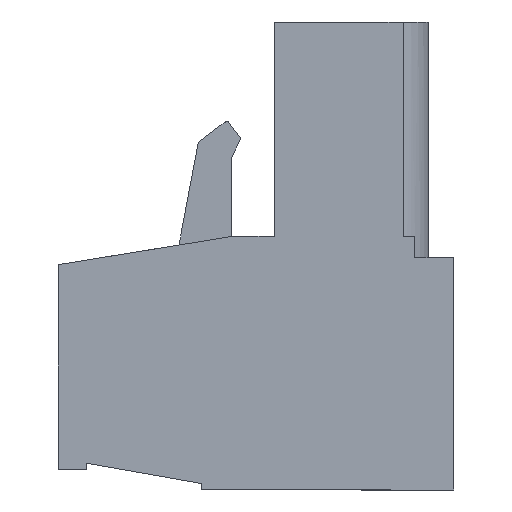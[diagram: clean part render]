
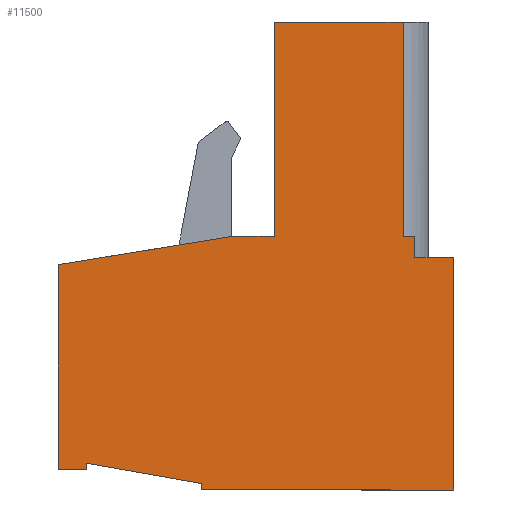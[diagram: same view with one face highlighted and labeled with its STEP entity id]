
A CAD part, left-side view. The second image highlights one B-rep face of the part: STEP entity #11500.
In plain terms, the highlighted planar face has unit normal (-1, 0, 0).
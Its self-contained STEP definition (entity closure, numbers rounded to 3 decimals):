
#580 = VERTEX_POINT ( 'NONE', #1529 ) ;
#705 = ORIENTED_EDGE ( 'NONE', *, *, #16470, .F. ) ;
#749 = DIRECTION ( 'NONE',  ( 0., 0.985, 0.174 ) ) ;
#972 = ORIENTED_EDGE ( 'NONE', *, *, #13230, .F. ) ;
#1510 = DIRECTION ( 'NONE',  ( 0., 0., 1. ) ) ;
#1529 = CARTESIAN_POINT ( 'NONE',  ( 0., 0., 0. ) ) ;
#1538 = VERTEX_POINT ( 'NONE', #13513 ) ;
#1546 = ORIENTED_EDGE ( 'NONE', *, *, #13125, .F. ) ;
#1803 = FACE_OUTER_BOUND ( 'NONE', #4410, .T. ) ;
#1841 = VERTEX_POINT ( 'NONE', #2628 ) ;
#1980 = VERTEX_POINT ( 'NONE', #14845 ) ;
#2288 = VECTOR ( 'NONE', #6015, 1000. ) ;
#2311 = CARTESIAN_POINT ( 'NONE',  ( 0., 1.51, 0. ) ) ;
#2482 = VECTOR ( 'NONE', #16684, 1000. ) ;
#2628 = CARTESIAN_POINT ( 'NONE',  ( 0., 14.24, -8.2 ) ) ;
#2660 = VECTOR ( 'NONE', #10130, 1000. ) ;
#2733 = LINE ( 'NONE', #18609, #19642 ) ;
#2950 = VECTOR ( 'NONE', #5853, 1000. ) ;
#3187 = LINE ( 'NONE', #8488, #2660 ) ;
#3328 = LINE ( 'NONE', #12506, #2288 ) ;
#3535 = EDGE_CURVE ( 'NONE', #1538, #12003, #4739, .T. ) ;
#3594 = ORIENTED_EDGE ( 'NONE', *, *, #5564, .F. ) ;
#3722 = VECTOR ( 'NONE', #20377, 1000. ) ;
#3943 = VERTEX_POINT ( 'NONE', #2311 ) ;
#4038 = LINE ( 'NONE', #6856, #2482 ) ;
#4127 = CARTESIAN_POINT ( 'NONE',  ( 0., 0., 0. ) ) ;
#4373 = EDGE_CURVE ( 'NONE', #13030, #3943, #19314, .T. ) ;
#4410 = EDGE_LOOP ( 'NONE', ( #972, #14594, #3594, #705, #6656, #16422, #9216, #18970, #11789, #4633, #18713, #11541, #17467, #1546, #15665 ) ) ;
#4428 = DIRECTION ( 'NONE',  ( 0., -1., 0. ) ) ;
#4446 = DIRECTION ( 'NONE',  ( 0., 0., -1. ) ) ;
#4542 = VECTOR ( 'NONE', #1510, 1000. ) ;
#4633 = ORIENTED_EDGE ( 'NONE', *, *, #4901, .F. ) ;
#4739 = LINE ( 'NONE', #15428, #3722 ) ;
#4757 = CARTESIAN_POINT ( 'NONE',  ( 0., 14.24, -8.2 ) ) ;
#4815 = LINE ( 'NONE', #9364, #12986 ) ;
#4901 = EDGE_CURVE ( 'NONE', #1841, #15981, #11707, .T. ) ;
#4992 = VERTEX_POINT ( 'NONE', #5114 ) ;
#5032 = VECTOR ( 'NONE', #4428, 1000. ) ;
#5038 = LINE ( 'NONE', #21067, #4542 ) ;
#5114 = CARTESIAN_POINT ( 'NONE',  ( 0., 9.77, -8.75 ) ) ;
#5212 = EDGE_CURVE ( 'NONE', #1980, #4992, #5038, .T. ) ;
#5564 = EDGE_CURVE ( 'NONE', #18966, #13030, #2733, .T. ) ;
#5753 = LINE ( 'NONE', #15670, #2950 ) ;
#5853 = DIRECTION ( 'NONE',  ( 0., 0., 1. ) ) ;
#6015 = DIRECTION ( 'NONE',  ( 0., 0., 1. ) ) ;
#6096 = VECTOR ( 'NONE', #19401, 1000. ) ;
#6656 = ORIENTED_EDGE ( 'NONE', *, *, #18507, .F. ) ;
#6710 = VERTEX_POINT ( 'NONE', #7894 ) ;
#6856 = CARTESIAN_POINT ( 'NONE',  ( 0., 14.24, -7.96 ) ) ;
#7630 = CARTESIAN_POINT ( 'NONE',  ( 0., 8.49, 0.85 ) ) ;
#7869 = VECTOR ( 'NONE', #8220, 1000. ) ;
#7894 = CARTESIAN_POINT ( 'NONE',  ( 0., 6.96, 9.15 ) ) ;
#8220 = DIRECTION ( 'NONE',  ( 0., -1., 0. ) ) ;
#8488 = CARTESIAN_POINT ( 'NONE',  ( 0., 6.96, 9.15 ) ) ;
#8519 = LINE ( 'NONE', #18177, #16754 ) ;
#8642 = DIRECTION ( 'NONE',  ( 0., 0., -1. ) ) ;
#9025 = DIRECTION ( 'NONE',  ( 1., 0., 0. ) ) ;
#9151 = VERTEX_POINT ( 'NONE', #15298 ) ;
#9216 = ORIENTED_EDGE ( 'NONE', *, *, #17050, .F. ) ;
#9278 = EDGE_CURVE ( 'NONE', #15981, #1538, #5753, .T. ) ;
#9364 = CARTESIAN_POINT ( 'NONE',  ( 0., 1.96, 9.15 ) ) ;
#10130 = DIRECTION ( 'NONE',  ( 0., -1., 0. ) ) ;
#10223 = VERTEX_POINT ( 'NONE', #13359 ) ;
#10573 = VECTOR ( 'NONE', #8642, 1000. ) ;
#11192 = VECTOR ( 'NONE', #14650, 1000. ) ;
#11371 = LINE ( 'NONE', #12231, #16265 ) ;
#11500 = ADVANCED_FACE ( 'NONE', ( #1803 ), #12251, .F. ) ;
#11541 = ORIENTED_EDGE ( 'NONE', *, *, #18087, .F. ) ;
#11707 = LINE ( 'NONE', #4757, #11192 ) ;
#11789 = ORIENTED_EDGE ( 'NONE', *, *, #9278, .F. ) ;
#12003 = VERTEX_POINT ( 'NONE', #20633 ) ;
#12231 = CARTESIAN_POINT ( 'NONE',  ( 0., 9.77, -8.75 ) ) ;
#12251 = PLANE ( 'NONE',  #20243 ) ;
#12506 = CARTESIAN_POINT ( 'NONE',  ( 0., 6.96, 0.85 ) ) ;
#12986 = VECTOR ( 'NONE', #4446, 1000. ) ;
#13030 = VERTEX_POINT ( 'NONE', #19108 ) ;
#13125 = EDGE_CURVE ( 'NONE', #9151, #1980, #14801, .T. ) ;
#13230 = EDGE_CURVE ( 'NONE', #3943, #580, #17101, .T. ) ;
#13359 = CARTESIAN_POINT ( 'NONE',  ( 0., 1.96, 9.15 ) ) ;
#13513 = CARTESIAN_POINT ( 'NONE',  ( 0., 15.33, -0.26 ) ) ;
#14401 = VERTEX_POINT ( 'NONE', #20915 ) ;
#14594 = ORIENTED_EDGE ( 'NONE', *, *, #4373, .F. ) ;
#14650 = DIRECTION ( 'NONE',  ( 0., 1., 0. ) ) ;
#14801 = LINE ( 'NONE', #17754, #6096 ) ;
#14845 = CARTESIAN_POINT ( 'NONE',  ( 0., 9.77, -9. ) ) ;
#15232 = CARTESIAN_POINT ( 'NONE',  ( 0., 1.51, 0.85 ) ) ;
#15298 = CARTESIAN_POINT ( 'NONE',  ( 0., 0., -9. ) ) ;
#15398 = DIRECTION ( 'NONE',  ( 0., -1., 0. ) ) ;
#15428 = CARTESIAN_POINT ( 'NONE',  ( 0., 15.33, -0.26 ) ) ;
#15473 = VERTEX_POINT ( 'NONE', #19304 ) ;
#15528 = CARTESIAN_POINT ( 'NONE',  ( 0., 1.96, 0.85 ) ) ;
#15665 = ORIENTED_EDGE ( 'NONE', *, *, #18472, .F. ) ;
#15670 = CARTESIAN_POINT ( 'NONE',  ( 0., 15.33, -8.2 ) ) ;
#15981 = VERTEX_POINT ( 'NONE', #19220 ) ;
#16265 = VECTOR ( 'NONE', #749, 1000. ) ;
#16422 = ORIENTED_EDGE ( 'NONE', *, *, #20831, .F. ) ;
#16470 = EDGE_CURVE ( 'NONE', #10223, #18966, #4815, .T. ) ;
#16684 = DIRECTION ( 'NONE',  ( 0., 0., -1. ) ) ;
#16731 = EDGE_CURVE ( 'NONE', #14401, #1841, #4038, .T. ) ;
#16754 = VECTOR ( 'NONE', #19835, 1000. ) ;
#17050 = EDGE_CURVE ( 'NONE', #12003, #15473, #18105, .T. ) ;
#17101 = LINE ( 'NONE', #18036, #7869 ) ;
#17467 = ORIENTED_EDGE ( 'NONE', *, *, #5212, .F. ) ;
#17754 = CARTESIAN_POINT ( 'NONE',  ( 0., 0., -9. ) ) ;
#18036 = CARTESIAN_POINT ( 'NONE',  ( 0., 1.51, 0. ) ) ;
#18087 = EDGE_CURVE ( 'NONE', #4992, #14401, #11371, .T. ) ;
#18105 = LINE ( 'NONE', #7630, #5032 ) ;
#18177 = CARTESIAN_POINT ( 'NONE',  ( 0., 0., 0. ) ) ;
#18472 = EDGE_CURVE ( 'NONE', #580, #9151, #8519, .T. ) ;
#18507 = EDGE_CURVE ( 'NONE', #6710, #10223, #3187, .T. ) ;
#18609 = CARTESIAN_POINT ( 'NONE',  ( 0., 1.96, 0.85 ) ) ;
#18713 = ORIENTED_EDGE ( 'NONE', *, *, #16731, .F. ) ;
#18966 = VERTEX_POINT ( 'NONE', #15528 ) ;
#18970 = ORIENTED_EDGE ( 'NONE', *, *, #3535, .F. ) ;
#19108 = CARTESIAN_POINT ( 'NONE',  ( 0., 1.51, 0.85 ) ) ;
#19220 = CARTESIAN_POINT ( 'NONE',  ( 0., 15.33, -8.2 ) ) ;
#19304 = CARTESIAN_POINT ( 'NONE',  ( 0., 6.96, 0.85 ) ) ;
#19314 = LINE ( 'NONE', #15232, #10573 ) ;
#19401 = DIRECTION ( 'NONE',  ( 0., 1., 0. ) ) ;
#19642 = VECTOR ( 'NONE', #15398, 1000. ) ;
#19835 = DIRECTION ( 'NONE',  ( 0., 0., -1. ) ) ;
#20243 = AXIS2_PLACEMENT_3D ( 'NONE', #4127, #9025, #20519 ) ;
#20377 = DIRECTION ( 'NONE',  ( 0., -0.987, 0.16 ) ) ;
#20519 = DIRECTION ( 'NONE',  ( 0., 0., -1. ) ) ;
#20633 = CARTESIAN_POINT ( 'NONE',  ( 0., 8.49, 0.85 ) ) ;
#20831 = EDGE_CURVE ( 'NONE', #15473, #6710, #3328, .T. ) ;
#20915 = CARTESIAN_POINT ( 'NONE',  ( 0., 14.24, -7.96 ) ) ;
#21067 = CARTESIAN_POINT ( 'NONE',  ( 0., 9.77, -9. ) ) ;
